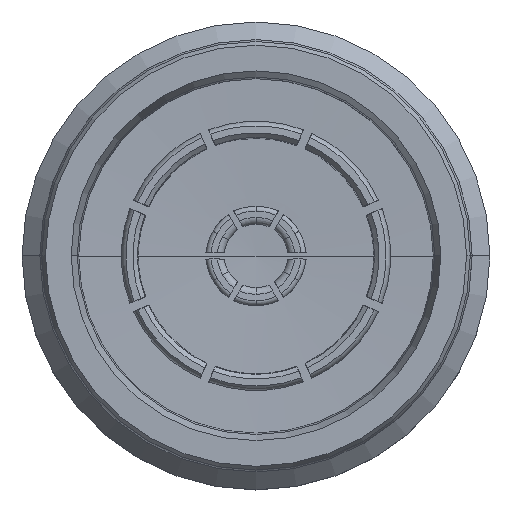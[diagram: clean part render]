
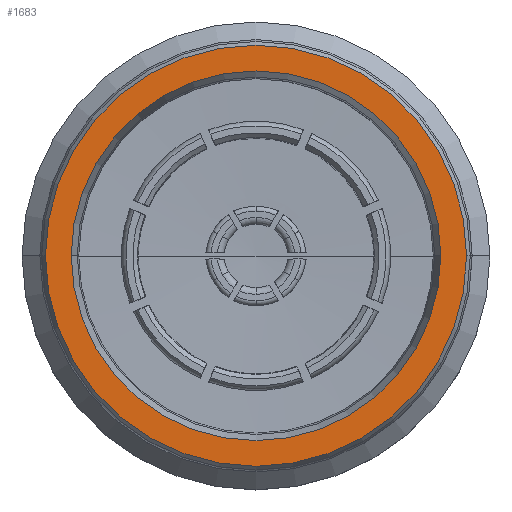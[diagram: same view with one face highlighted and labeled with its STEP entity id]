
A CAD part, top view. The second image highlights one B-rep face of the part: STEP entity #1683.
In plain terms, the highlighted planar face has unit normal (0, 0, 1).
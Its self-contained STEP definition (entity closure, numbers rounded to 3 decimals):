
#1077 = AXIS2_PLACEMENT_3D ( 'NONE', #11301, #11441, #13591 ) ;
#1466 = VERTEX_POINT ( 'NONE', #2411 ) ;
#1632 = FACE_OUTER_BOUND ( 'NONE', #11571, .T. ) ;
#1683 = ADVANCED_FACE ( 'NONE', ( #1632, #2808 ), #3157, .F. ) ;
#1839 = CIRCLE ( 'NONE', #10253, 7.9 ) ;
#1956 = CIRCLE ( 'NONE', #8908, 7.9 ) ;
#2411 = CARTESIAN_POINT ( 'NONE',  ( -7.9, 0., 0. ) ) ;
#2541 = AXIS2_PLACEMENT_3D ( 'NONE', #4637, #12137, #13231 ) ;
#2808 = FACE_BOUND ( 'NONE', #9312, .T. ) ;
#3157 = PLANE ( 'NONE',  #3348 ) ;
#3348 = AXIS2_PLACEMENT_3D ( 'NONE', #10841, #10893, #11958 ) ;
#3563 = EDGE_CURVE ( 'NONE', #5311, #1466, #1839, .T. ) ;
#4116 = CARTESIAN_POINT ( 'NONE',  ( 9., 0., 0. ) ) ;
#4150 = DIRECTION ( 'NONE',  ( 1., 0., 0. ) ) ;
#4167 = CIRCLE ( 'NONE', #1077, 9. ) ;
#4396 = VERTEX_POINT ( 'NONE', #10455 ) ;
#4637 = CARTESIAN_POINT ( 'NONE',  ( 0., 0., 0. ) ) ;
#4873 = EDGE_CURVE ( 'NONE', #1466, #5311, #1956, .T. ) ;
#5169 = EDGE_CURVE ( 'NONE', #4396, #5770, #11179, .T. ) ;
#5193 = ORIENTED_EDGE ( 'NONE', *, *, #4873, .F. ) ;
#5273 = CARTESIAN_POINT ( 'NONE',  ( 0., 0., 0. ) ) ;
#5311 = VERTEX_POINT ( 'NONE', #6847 ) ;
#5770 = VERTEX_POINT ( 'NONE', #4116 ) ;
#6511 = ORIENTED_EDGE ( 'NONE', *, *, #3563, .F. ) ;
#6847 = CARTESIAN_POINT ( 'NONE',  ( 7.9, 0., 0. ) ) ;
#6949 = ORIENTED_EDGE ( 'NONE', *, *, #9243, .T. ) ;
#7369 = DIRECTION ( 'NONE',  ( 0., 0., 1. ) ) ;
#8908 = AXIS2_PLACEMENT_3D ( 'NONE', #5273, #7369, #4150 ) ;
#9243 = EDGE_CURVE ( 'NONE', #5770, #4396, #4167, .T. ) ;
#9312 = EDGE_LOOP ( 'NONE', ( #6511, #5193 ) ) ;
#10253 = AXIS2_PLACEMENT_3D ( 'NONE', #13845, #13666, #12726 ) ;
#10455 = CARTESIAN_POINT ( 'NONE',  ( -9., 0., 0. ) ) ;
#10841 = CARTESIAN_POINT ( 'NONE',  ( 0., 0., 0. ) ) ;
#10893 = DIRECTION ( 'NONE',  ( 0., 0., -1. ) ) ;
#11179 = CIRCLE ( 'NONE', #2541, 9. ) ;
#11301 = CARTESIAN_POINT ( 'NONE',  ( 0., 0., 0. ) ) ;
#11441 = DIRECTION ( 'NONE',  ( 0., 0., 1. ) ) ;
#11571 = EDGE_LOOP ( 'NONE', ( #12347, #6949 ) ) ;
#11958 = DIRECTION ( 'NONE',  ( -1., 0., 0. ) ) ;
#12137 = DIRECTION ( 'NONE',  ( 0., 0., 1. ) ) ;
#12347 = ORIENTED_EDGE ( 'NONE', *, *, #5169, .T. ) ;
#12726 = DIRECTION ( 'NONE',  ( 1., 0., 0. ) ) ;
#13231 = DIRECTION ( 'NONE',  ( 1., 0., 0. ) ) ;
#13591 = DIRECTION ( 'NONE',  ( 1., 0., 0. ) ) ;
#13666 = DIRECTION ( 'NONE',  ( 0., 0., 1. ) ) ;
#13845 = CARTESIAN_POINT ( 'NONE',  ( 0., 0., 0. ) ) ;
